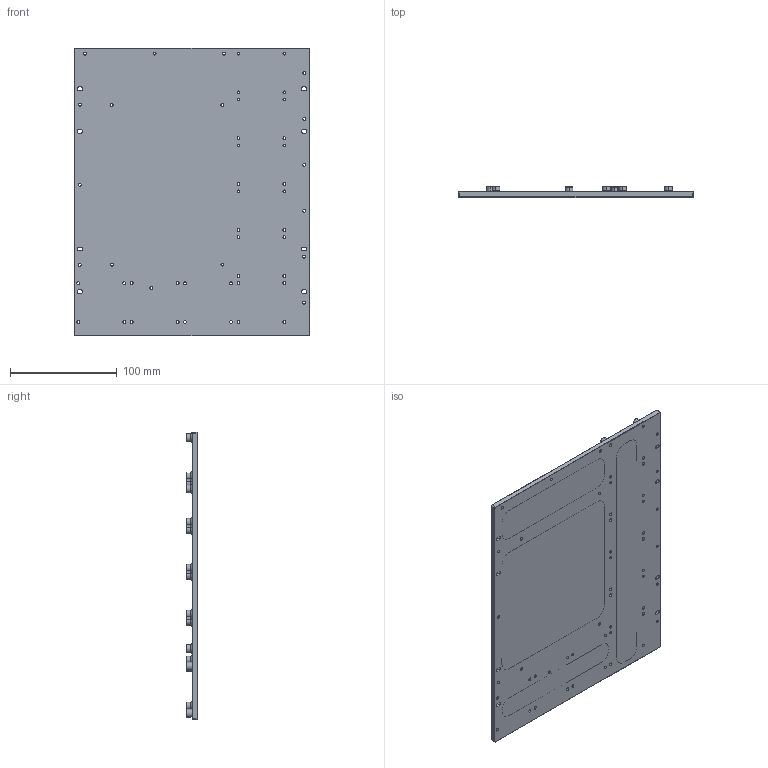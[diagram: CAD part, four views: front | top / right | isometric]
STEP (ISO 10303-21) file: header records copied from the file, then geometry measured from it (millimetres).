
FILE_DESCRIPTION (( 'STEP AP203' ), '1' );
FILE_NAME ('µçÆø²Öµ×°å_FLY V1.1.STEP', '2025-01-10T08:47:41', ( 'Leo' ), ( '' ), 'SwSTEP 2.0', 'SolidWorks 2022', '' );
FILE_SCHEMA (( 'CONFIG_CONTROL_DESIGN' ));
Length unit declared in the file: millimetre
Products named in the file (1): 电气仓底板_FLY V1.1
Bounding box: 220 x 10 x 269.15 mm (x, y, z)
Volume: 157387.1 mm3; surface area: 137034.1 mm2
Topology: 1 solids, 1 shells, 584 faces, 1389 edges, 835 vertices
Faces by surface type: cylinder 236, cone 190, torus 83, plane 74, sphere 1
Entity records: 17289 total; most frequent: DIRECTION 3398, CARTESIAN_POINT 2809, ORIENTED_EDGE 2778, AXIS2_PLACEMENT_3D 1424, EDGE_CURVE 1389, CIRCLE 839, VERTEX_POINT 835, EDGE_LOOP 734
